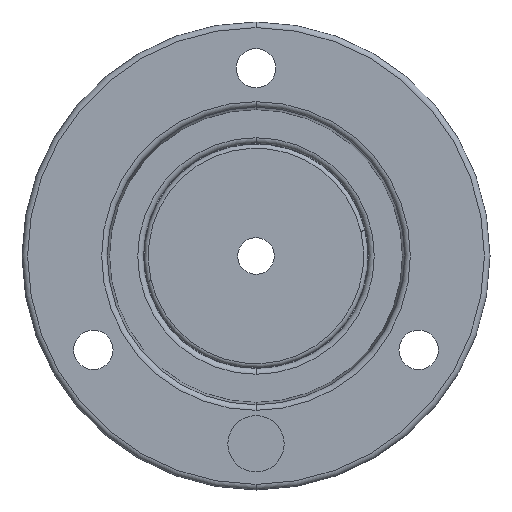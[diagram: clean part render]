
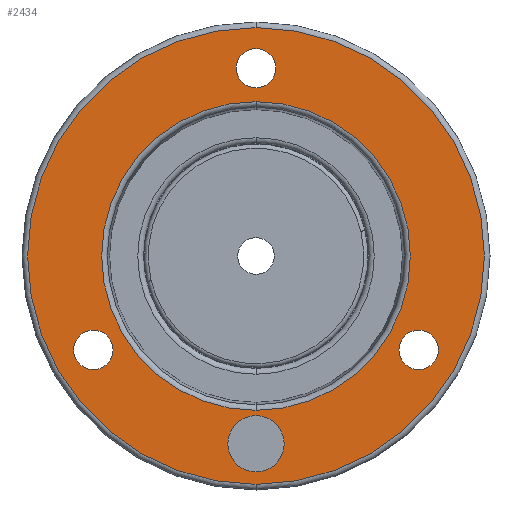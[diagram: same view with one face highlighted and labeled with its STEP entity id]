
A CAD part, front view. The second image highlights one B-rep face of the part: STEP entity #2434.
In plain terms, the highlighted planar face has unit normal (0, -1, 0).
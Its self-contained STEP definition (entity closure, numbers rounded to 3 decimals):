
#21 = AXIS2_PLACEMENT_3D ( 'NONE', #1779, #4640, #2180 ) ;
#126 = VERTEX_POINT ( 'NONE', #2589 ) ;
#161 = EDGE_LOOP ( 'NONE', ( #3796, #3853 ) ) ;
#167 = VERTEX_POINT ( 'NONE', #558 ) ;
#285 = CARTESIAN_POINT ( 'NONE',  ( 0., 0., 0. ) ) ;
#286 = AXIS2_PLACEMENT_3D ( 'NONE', #4085, #1625, #4493 ) ;
#343 = CARTESIAN_POINT ( 'NONE',  ( -57.764, 0., -33.35 ) ) ;
#410 = EDGE_CURVE ( 'NONE', #2033, #2984, #4389, .T. ) ;
#414 = FACE_BOUND ( 'NONE', #2843, .T. ) ;
#425 = CARTESIAN_POINT ( 'NONE',  ( 0., 0., -81.1 ) ) ;
#426 = AXIS2_PLACEMENT_3D ( 'NONE', #4156, #1698, #4560 ) ;
#434 = ORIENTED_EDGE ( 'NONE', *, *, #857, .T. ) ;
#512 = CARTESIAN_POINT ( 'NONE',  ( 57.764, 0., -26.35 ) ) ;
#558 = CARTESIAN_POINT ( 'NONE',  ( -57.764, 0., -40.35 ) ) ;
#580 = CARTESIAN_POINT ( 'NONE',  ( 57.764, 0., -33.35 ) ) ;
#585 = DIRECTION ( 'NONE',  ( 0., -1., 0. ) ) ;
#674 = ORIENTED_EDGE ( 'NONE', *, *, #4139, .F. ) ;
#690 = DIRECTION ( 'NONE',  ( 0., 0., -1. ) ) ;
#749 = DIRECTION ( 'NONE',  ( 0., -1., 0. ) ) ;
#758 = DIRECTION ( 'NONE',  ( 0., 0., -1. ) ) ;
#780 = EDGE_CURVE ( 'NONE', #167, #2853, #3427, .T. ) ;
#823 = CIRCLE ( 'NONE', #1062, 7. ) ;
#850 = EDGE_CURVE ( 'NONE', #2984, #2033, #945, .T. ) ;
#857 = EDGE_CURVE ( 'NONE', #4305, #126, #1050, .T. ) ;
#945 = CIRCLE ( 'NONE', #2829, 81.1 ) ;
#974 = DIRECTION ( 'NONE',  ( 0., 0., -1. ) ) ;
#986 = VERTEX_POINT ( 'NONE', #3957 ) ;
#1024 = ORIENTED_EDGE ( 'NONE', *, *, #4379, .F. ) ;
#1036 = CARTESIAN_POINT ( 'NONE',  ( 0., 0., 73.7 ) ) ;
#1050 = CIRCLE ( 'NONE', #3100, 54.816 ) ;
#1062 = AXIS2_PLACEMENT_3D ( 'NONE', #4765, #2305, #5155 ) ;
#1097 = AXIS2_PLACEMENT_3D ( 'NONE', #1412, #4292, #1828 ) ;
#1217 = EDGE_CURVE ( 'NONE', #1554, #4455, #4043, .T. ) ;
#1279 = CIRCLE ( 'NONE', #3283, 7. ) ;
#1319 = VERTEX_POINT ( 'NONE', #1036 ) ;
#1412 = CARTESIAN_POINT ( 'NONE',  ( 0., 0., -66.7 ) ) ;
#1438 = AXIS2_PLACEMENT_3D ( 'NONE', #1531, #4401, #1948 ) ;
#1474 = FACE_BOUND ( 'NONE', #161, .T. ) ;
#1531 = CARTESIAN_POINT ( 'NONE',  ( 0., 0., 0. ) ) ;
#1554 = VERTEX_POINT ( 'NONE', #1850 ) ;
#1567 = ORIENTED_EDGE ( 'NONE', *, *, #780, .F. ) ;
#1623 = DIRECTION ( 'NONE',  ( 0., -1., 0. ) ) ;
#1625 = DIRECTION ( 'NONE',  ( 0., -1., 0. ) ) ;
#1664 = AXIS2_PLACEMENT_3D ( 'NONE', #3179, #749, #3590 ) ;
#1698 = DIRECTION ( 'NONE',  ( 0., 1., 0. ) ) ;
#1779 = CARTESIAN_POINT ( 'NONE',  ( 0., 0., -66.7 ) ) ;
#1828 = DIRECTION ( 'NONE',  ( 0., 0., -1. ) ) ;
#1850 = CARTESIAN_POINT ( 'NONE',  ( 0., 0., -56.7 ) ) ;
#1891 = CARTESIAN_POINT ( 'NONE',  ( 0., 0., 0. ) ) ;
#1948 = DIRECTION ( 'NONE',  ( 0., 0., -1. ) ) ;
#2033 = VERTEX_POINT ( 'NONE', #425 ) ;
#2086 = CARTESIAN_POINT ( 'NONE',  ( 0., 0., -76.7 ) ) ;
#2092 = ORIENTED_EDGE ( 'NONE', *, *, #2291, .F. ) ;
#2180 = DIRECTION ( 'NONE',  ( 0., 0., -1. ) ) ;
#2282 = ORIENTED_EDGE ( 'NONE', *, *, #3045, .F. ) ;
#2291 = EDGE_CURVE ( 'NONE', #4455, #1554, #4059, .T. ) ;
#2302 = DIRECTION ( 'NONE',  ( 0., 0., -1. ) ) ;
#2305 = DIRECTION ( 'NONE',  ( 0., -1., 0. ) ) ;
#2425 = PLANE ( 'NONE',  #286 ) ;
#2434 = ADVANCED_FACE ( 'NONE', ( #3657, #414, #1474, #2574, #4630, #3510 ), #2425, .T. ) ;
#2524 = VERTEX_POINT ( 'NONE', #4119 ) ;
#2542 = EDGE_CURVE ( 'NONE', #1319, #986, #2557, .T. ) ;
#2554 = ORIENTED_EDGE ( 'NONE', *, *, #4980, .T. ) ;
#2557 = CIRCLE ( 'NONE', #1664, 7. ) ;
#2574 = FACE_BOUND ( 'NONE', #4977, .T. ) ;
#2589 = CARTESIAN_POINT ( 'NONE',  ( 0., 0., 54.816 ) ) ;
#2829 = AXIS2_PLACEMENT_3D ( 'NONE', #1891, #4761, #2302 ) ;
#2843 = EDGE_LOOP ( 'NONE', ( #1567, #674 ) ) ;
#2853 = VERTEX_POINT ( 'NONE', #3262 ) ;
#2945 = AXIS2_PLACEMENT_3D ( 'NONE', #3001, #585, #3424 ) ;
#2984 = VERTEX_POINT ( 'NONE', #4581 ) ;
#3001 = CARTESIAN_POINT ( 'NONE',  ( -57.764, 0., -33.35 ) ) ;
#3039 = ORIENTED_EDGE ( 'NONE', *, *, #410, .T. ) ;
#3045 = EDGE_CURVE ( 'NONE', #2524, #3826, #1279, .T. ) ;
#3100 = AXIS2_PLACEMENT_3D ( 'NONE', #285, #3116, #690 ) ;
#3116 = DIRECTION ( 'NONE',  ( 0., 1., 0. ) ) ;
#3179 = CARTESIAN_POINT ( 'NONE',  ( 0., 0., 66.7 ) ) ;
#3191 = DIRECTION ( 'NONE',  ( 0., -1., 0. ) ) ;
#3235 = EDGE_LOOP ( 'NONE', ( #3039, #4585 ) ) ;
#3262 = CARTESIAN_POINT ( 'NONE',  ( -57.764, 0., -26.35 ) ) ;
#3283 = AXIS2_PLACEMENT_3D ( 'NONE', #580, #3417, #974 ) ;
#3417 = DIRECTION ( 'NONE',  ( 0., -1., 0. ) ) ;
#3424 = DIRECTION ( 'NONE',  ( 0., 0., -1. ) ) ;
#3427 = CIRCLE ( 'NONE', #2945, 7. ) ;
#3510 = FACE_OUTER_BOUND ( 'NONE', #3235, .T. ) ;
#3590 = DIRECTION ( 'NONE',  ( 0., 0., -1. ) ) ;
#3657 = FACE_BOUND ( 'NONE', #5066, .T. ) ;
#3796 = ORIENTED_EDGE ( 'NONE', *, *, #4063, .F. ) ;
#3826 = VERTEX_POINT ( 'NONE', #512 ) ;
#3853 = ORIENTED_EDGE ( 'NONE', *, *, #2542, .F. ) ;
#3907 = CIRCLE ( 'NONE', #4481, 7. ) ;
#3957 = CARTESIAN_POINT ( 'NONE',  ( 0., 0., 59.7 ) ) ;
#4043 = CIRCLE ( 'NONE', #1097, 10. ) ;
#4059 = CIRCLE ( 'NONE', #21, 10. ) ;
#4063 = EDGE_CURVE ( 'NONE', #986, #1319, #823, .T. ) ;
#4079 = ORIENTED_EDGE ( 'NONE', *, *, #1217, .F. ) ;
#4083 = CARTESIAN_POINT ( 'NONE',  ( 57.764, 0., -33.35 ) ) ;
#4085 = CARTESIAN_POINT ( 'NONE',  ( -53.05, 0., 0. ) ) ;
#4119 = CARTESIAN_POINT ( 'NONE',  ( 57.764, 0., -40.35 ) ) ;
#4139 = EDGE_CURVE ( 'NONE', #2853, #167, #4501, .T. ) ;
#4156 = CARTESIAN_POINT ( 'NONE',  ( 0., 0., 0. ) ) ;
#4164 = CARTESIAN_POINT ( 'NONE',  ( 0., 0., -54.816 ) ) ;
#4292 = DIRECTION ( 'NONE',  ( 0., -1., 0. ) ) ;
#4305 = VERTEX_POINT ( 'NONE', #4164 ) ;
#4379 = EDGE_CURVE ( 'NONE', #3826, #2524, #3907, .T. ) ;
#4389 = CIRCLE ( 'NONE', #1438, 81.1 ) ;
#4401 = DIRECTION ( 'NONE',  ( 0., -1., 0. ) ) ;
#4455 = VERTEX_POINT ( 'NONE', #2086 ) ;
#4481 = AXIS2_PLACEMENT_3D ( 'NONE', #4083, #1623, #4489 ) ;
#4489 = DIRECTION ( 'NONE',  ( 0., 0., -1. ) ) ;
#4493 = DIRECTION ( 'NONE',  ( 0., 0., -1. ) ) ;
#4501 = CIRCLE ( 'NONE', #5150, 7. ) ;
#4560 = DIRECTION ( 'NONE',  ( 0., 0., -1. ) ) ;
#4575 = CIRCLE ( 'NONE', #426, 54.816 ) ;
#4581 = CARTESIAN_POINT ( 'NONE',  ( 0., 0., 81.1 ) ) ;
#4585 = ORIENTED_EDGE ( 'NONE', *, *, #850, .T. ) ;
#4630 = FACE_BOUND ( 'NONE', #5167, .T. ) ;
#4640 = DIRECTION ( 'NONE',  ( 0., -1., 0. ) ) ;
#4761 = DIRECTION ( 'NONE',  ( 0., -1., 0. ) ) ;
#4765 = CARTESIAN_POINT ( 'NONE',  ( 0., 0., 66.7 ) ) ;
#4977 = EDGE_LOOP ( 'NONE', ( #2092, #4079 ) ) ;
#4980 = EDGE_CURVE ( 'NONE', #126, #4305, #4575, .T. ) ;
#5066 = EDGE_LOOP ( 'NONE', ( #2282, #1024 ) ) ;
#5150 = AXIS2_PLACEMENT_3D ( 'NONE', #343, #3191, #758 ) ;
#5155 = DIRECTION ( 'NONE',  ( 0., 0., -1. ) ) ;
#5167 = EDGE_LOOP ( 'NONE', ( #434, #2554 ) ) ;
